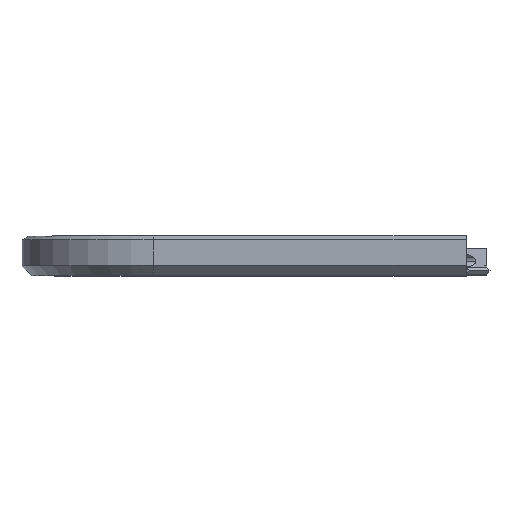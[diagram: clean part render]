
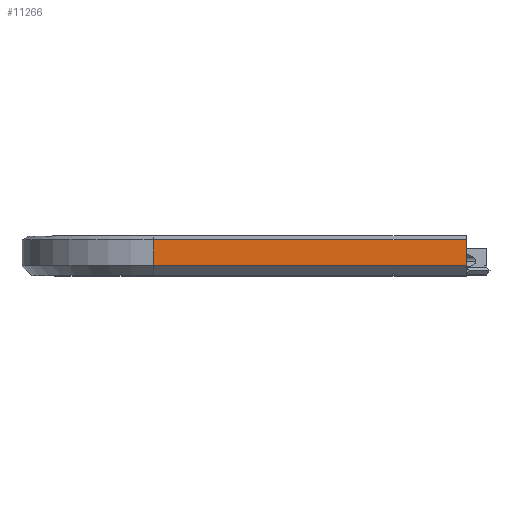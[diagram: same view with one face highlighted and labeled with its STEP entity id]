
A CAD part, top view. The second image highlights one B-rep face of the part: STEP entity #11266.
In plain terms, the highlighted planar face has unit normal (0, 0, 1).
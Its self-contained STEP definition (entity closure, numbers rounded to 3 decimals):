
#290 = DIRECTION ( 'NONE',  ( -1., 0., 0. ) ) ;
#729 = CARTESIAN_POINT ( 'NONE',  ( 40., 10.845, 0. ) ) ;
#857 = VECTOR ( 'NONE', #15732, 1000. ) ;
#2188 = CARTESIAN_POINT ( 'NONE',  ( 135.25, 0., 0. ) ) ;
#2236 = FACE_OUTER_BOUND ( 'NONE', #15713, .T. ) ;
#3077 = VERTEX_POINT ( 'NONE', #22550 ) ;
#5021 = VECTOR ( 'NONE', #12292, 1000. ) ;
#5315 = CARTESIAN_POINT ( 'NONE',  ( 40., 0., 0. ) ) ;
#5776 = ORIENTED_EDGE ( 'NONE', *, *, #21531, .T. ) ;
#5910 = PLANE ( 'NONE',  #15124 ) ;
#6141 = EDGE_CURVE ( 'NONE', #7406, #17188, #18218, .T. ) ;
#7291 = LINE ( 'NONE', #5315, #857 ) ;
#7406 = VERTEX_POINT ( 'NONE', #24585 ) ;
#8161 = CARTESIAN_POINT ( 'NONE',  ( 152.5, 0., 0. ) ) ;
#9423 = CARTESIAN_POINT ( 'NONE',  ( 40., 3., 0. ) ) ;
#10335 = VECTOR ( 'NONE', #18523, 1000. ) ;
#10950 = EDGE_CURVE ( 'NONE', #3077, #11809, #24270, .T. ) ;
#11266 = ADVANCED_FACE ( 'NONE', ( #2236 ), #5910, .F. ) ;
#11809 = VERTEX_POINT ( 'NONE', #729 ) ;
#12167 = CARTESIAN_POINT ( 'NONE',  ( 152.5, 3., 0. ) ) ;
#12292 = DIRECTION ( 'NONE',  ( -1., 0., 0. ) ) ;
#14144 = EDGE_CURVE ( 'NONE', #3077, #7406, #20229, .T. ) ;
#14356 = ORIENTED_EDGE ( 'NONE', *, *, #6141, .F. ) ;
#14934 = VECTOR ( 'NONE', #290, 1000. ) ;
#15124 = AXIS2_PLACEMENT_3D ( 'NONE', #8161, #17790, #17653 ) ;
#15713 = EDGE_LOOP ( 'NONE', ( #21587, #16881, #5776, #14356 ) ) ;
#15732 = DIRECTION ( 'NONE',  ( 0., -1., 0. ) ) ;
#16881 = ORIENTED_EDGE ( 'NONE', *, *, #10950, .T. ) ;
#17188 = VERTEX_POINT ( 'NONE', #9423 ) ;
#17653 = DIRECTION ( 'NONE',  ( -1., 0., 0. ) ) ;
#17790 = DIRECTION ( 'NONE',  ( 0., 0., -1. ) ) ;
#18218 = LINE ( 'NONE', #12167, #14934 ) ;
#18523 = DIRECTION ( 'NONE',  ( 0., -1., 0. ) ) ;
#20229 = LINE ( 'NONE', #2188, #10335 ) ;
#21531 = EDGE_CURVE ( 'NONE', #11809, #17188, #7291, .T. ) ;
#21587 = ORIENTED_EDGE ( 'NONE', *, *, #14144, .F. ) ;
#22550 = CARTESIAN_POINT ( 'NONE',  ( 135.25, 10.845, 0. ) ) ;
#24270 = LINE ( 'NONE', #24406, #5021 ) ;
#24406 = CARTESIAN_POINT ( 'NONE',  ( 152.5, 10.845, 0. ) ) ;
#24585 = CARTESIAN_POINT ( 'NONE',  ( 135.25, 3., 0. ) ) ;
